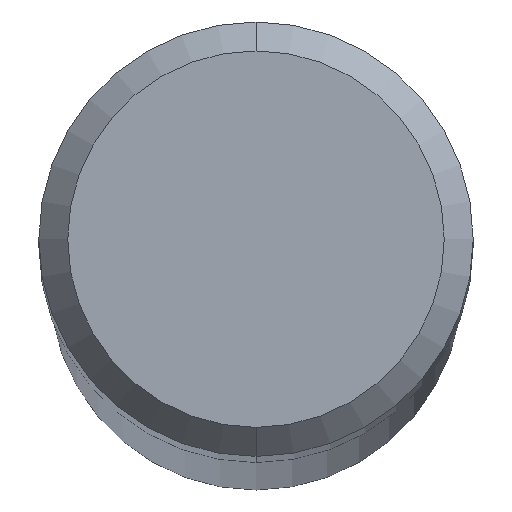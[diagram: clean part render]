
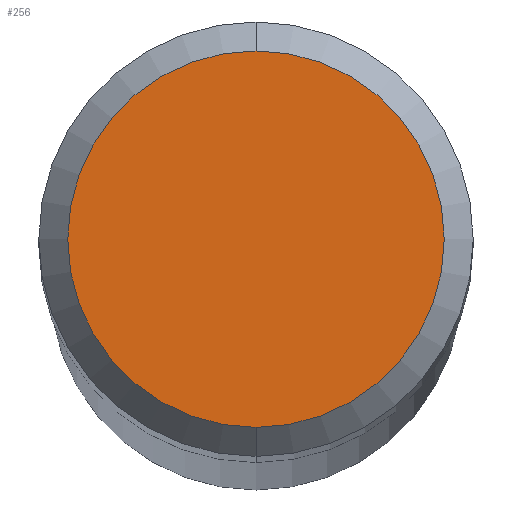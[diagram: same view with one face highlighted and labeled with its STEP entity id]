
A CAD part, top view. The second image highlights one B-rep face of the part: STEP entity #256.
In plain terms, the highlighted planar face has unit normal (0, 0, 1).
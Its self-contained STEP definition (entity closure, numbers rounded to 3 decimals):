
#230=VERTEX_POINT('',#522);
#234=EDGE_CURVE('',#230,#380,#526,.T.);
#256=ADVANCED_FACE('',(#555),#556,.T.);
#380=VERTEX_POINT('',#689);
#418=EDGE_CURVE('',#380,#230,#729,.T.);
#522=CARTESIAN_POINT('',(0.,-2.6,0.));
#526=CIRCLE('',#862,2.6);
#555=FACE_OUTER_BOUND('',#901,.T.);
#556=PLANE('',#902);
#689=CARTESIAN_POINT('',(0.0,2.6,0.));
#729=CIRCLE('',#1336,2.6);
#862=AXIS2_PLACEMENT_3D('',#1440,#1441,#1442);
#901=EDGE_LOOP('',(#1493,#1494));
#902=AXIS2_PLACEMENT_3D('',#1495,#1496,#1497);
#1336=AXIS2_PLACEMENT_3D('',#1663,#1664,#1665);
#1440=CARTESIAN_POINT('',(0.0,0.0,0.));
#1441=DIRECTION('',(0.0,0.0,-1.0));
#1442=DIRECTION('',(0.0,1.0,0.0));
#1493=ORIENTED_EDGE('',*,*,#418,.F.);
#1494=ORIENTED_EDGE('',*,*,#234,.F.);
#1495=CARTESIAN_POINT('',(0.0,1.3,0.));
#1496=DIRECTION('',(-0.0,0.0,1.0));
#1497=DIRECTION('',(0.0,-1.0,0.0));
#1663=CARTESIAN_POINT('',(0.0,0.0,0.));
#1664=DIRECTION('',(0.0,0.0,-1.0));
#1665=DIRECTION('',(0.0,1.0,0.0));
